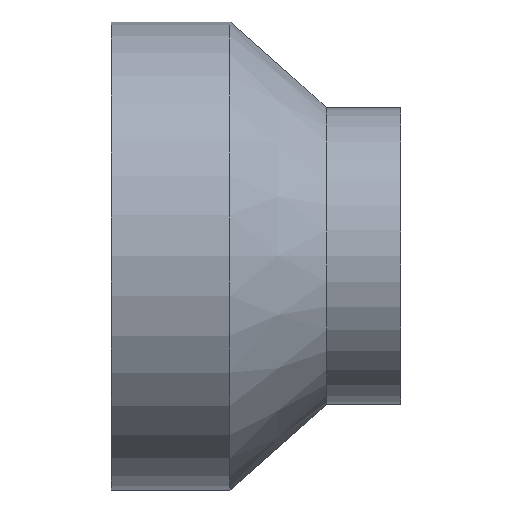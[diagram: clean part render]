
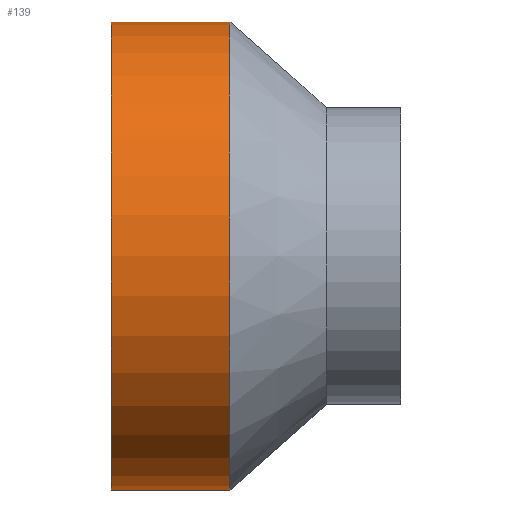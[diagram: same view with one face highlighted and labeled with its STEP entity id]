
A CAD part, top view. The second image highlights one B-rep face of the part: STEP entity #139.
In plain terms, the highlighted cylindrical face has radius 157.5 mm (diameter 315 mm), a partial arc.
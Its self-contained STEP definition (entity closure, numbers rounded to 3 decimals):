
#83 = EDGE_CURVE( '', #97, #99, #217, .T. );
#97 = VERTEX_POINT( '', #234 );
#99 = VERTEX_POINT( '', #236 );
#119 = EDGE_CURVE( '', #97, #179, #264, .T. );
#139 = ADVANCED_FACE( '', ( #284 ), #285, .T. );
#169 = VERTEX_POINT( '', #318 );
#179 = VERTEX_POINT( '', #328 );
#183 = EDGE_CURVE( '', #179, #169, #332, .T. );
#199 = EDGE_CURVE( '', #169, #99, #349, .T. );
#217 = CIRCLE( '', #358, 157.5 );
#234 = CARTESIAN_POINT( '', ( 0., -157.5, 0. ) );
#236 = CARTESIAN_POINT( '', ( 0., 157.5, 0. ) );
#264 = LINE( '', #406, #407 );
#284 = FACE_OUTER_BOUND( '', #437, .T. );
#285 = CYLINDRICAL_SURFACE( '', #438, 157.5 );
#318 = CARTESIAN_POINT( '', ( 80., 157.5, 0. ) );
#328 = CARTESIAN_POINT( '', ( 80., -157.5, 0. ) );
#332 = CIRCLE( '', #504, 157.5 );
#349 = LINE( '', #527, #528 );
#358 = AXIS2_PLACEMENT_3D( '', #530, #531, #532 );
#406 = CARTESIAN_POINT( '', ( 40., -157.5, 0. ) );
#407 = VECTOR( '', #609, 1. );
#437 = EDGE_LOOP( '', ( #626, #627, #628, #629 ) );
#438 = AXIS2_PLACEMENT_3D( '', #630, #631, #632 );
#504 = AXIS2_PLACEMENT_3D( '', #681, #682, #683 );
#527 = CARTESIAN_POINT( '', ( 40., 157.5, 0. ) );
#528 = VECTOR( '', #702, 1. );
#530 = CARTESIAN_POINT( '', ( 0., 0., 0. ) );
#531 = DIRECTION( '', ( -1., 0., 0. ) );
#532 = DIRECTION( '', ( 0., 1., 0. ) );
#609 = DIRECTION( '', ( 1., 0., 0. ) );
#626 = ORIENTED_EDGE( '', *, *, #199, .T. );
#627 = ORIENTED_EDGE( '', *, *, #83, .F. );
#628 = ORIENTED_EDGE( '', *, *, #119, .T. );
#629 = ORIENTED_EDGE( '', *, *, #183, .T. );
#630 = CARTESIAN_POINT( '', ( 40., 0., 0. ) );
#631 = DIRECTION( '', ( 1., 0., 0. ) );
#632 = DIRECTION( '', ( 0., 1., 0. ) );
#681 = CARTESIAN_POINT( '', ( 80., 0., 0. ) );
#682 = DIRECTION( '', ( -1., 0., 0. ) );
#683 = DIRECTION( '', ( 0., 1., 0. ) );
#702 = DIRECTION( '', ( -1., 0., 0. ) );
